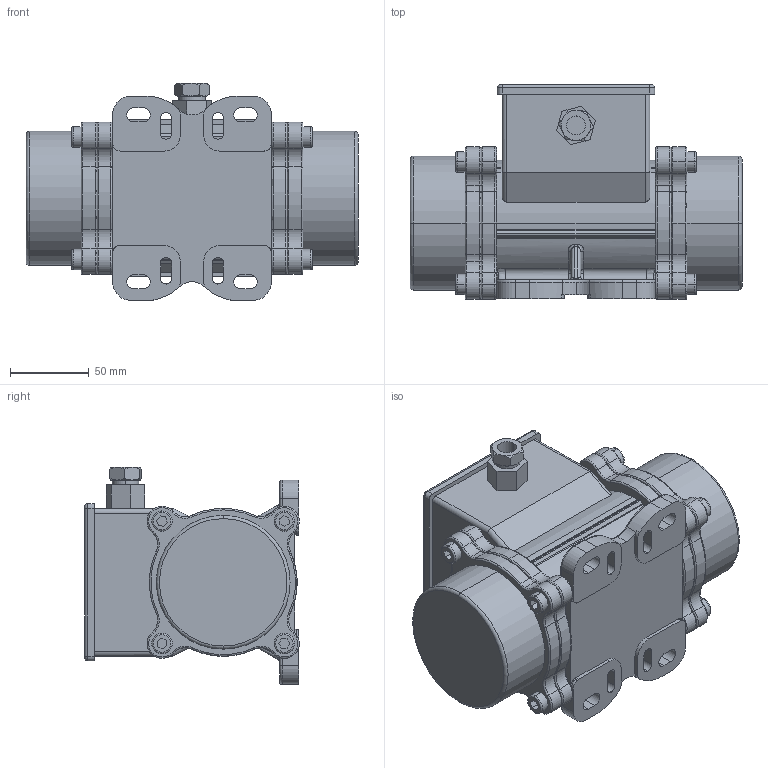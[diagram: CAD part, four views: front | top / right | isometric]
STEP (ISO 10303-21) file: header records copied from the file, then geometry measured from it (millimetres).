
FILE_DESCRIPTION (( 'STEP AP203' ), '1' );
FILE_NAME ('MVE 100-3 AP203.STEP', '2018-12-02T01:00:21', ( '' ), ( '' ), 'SwSTEP 2.0', 'SolidWorks 2012', '' );
FILE_SCHEMA (( 'CONFIG_CONTROL_DESIGN' ));
Length unit declared in the file: millimetre
Products named in the file (1): MVE 100-3 AP203
Bounding box: 211 x 136.39 x 138 mm (x, y, z)
Volume: 1872641.6 mm3; surface area: 137657.6 mm2
Topology: 1 solids, 9 shells, 663 faces, 1588 edges, 966 vertices
Faces by surface type: cylinder 237, torus 215, plane 177, bspline 20, cone 14
Entity records: 24114 total; most frequent: CARTESIAN_POINT 8186, DIRECTION 3673, ORIENTED_EDGE 3176, EDGE_CURVE 1588, AXIS2_PLACEMENT_3D 1535, VERTEX_POINT 966, CIRCLE 891, EDGE_LOOP 702
